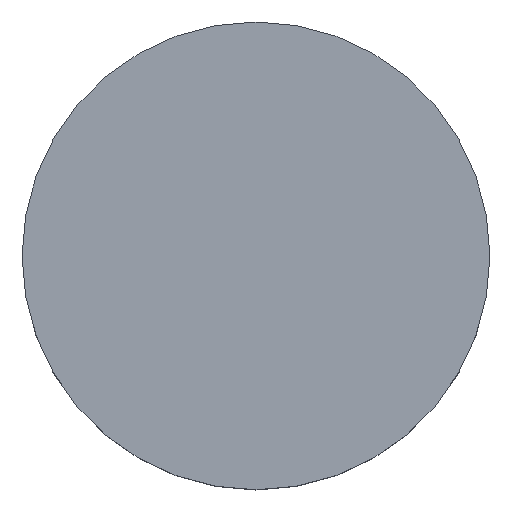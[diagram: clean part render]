
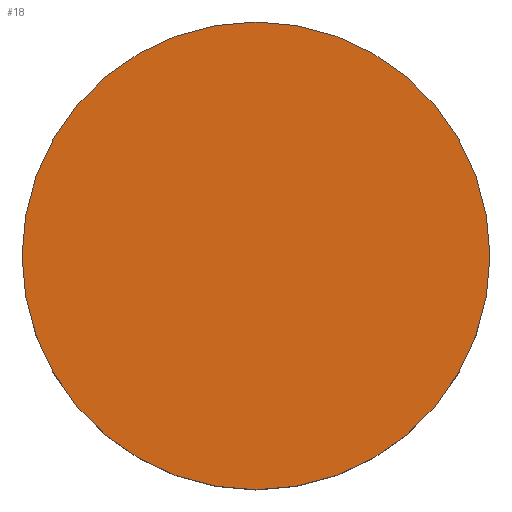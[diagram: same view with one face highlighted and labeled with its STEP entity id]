
A CAD part, top view. The second image highlights one B-rep face of the part: STEP entity #18.
In plain terms, the highlighted planar face has unit normal (0, 0, 1).
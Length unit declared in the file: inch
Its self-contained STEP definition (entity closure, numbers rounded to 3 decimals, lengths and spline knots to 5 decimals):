
#9 = ORIENTED_EDGE ( 'NONE', *, *, #10, .T. ) ;
#10 = EDGE_CURVE ( 'NONE', #100, #103, #17, .T. ) ;
#14 = DIRECTION ( 'NONE',  ( 0., 0., 1. ) ) ;
#15 = CARTESIAN_POINT ( 'NONE',  ( 0., 0., 0. ) ) ;
#16 = AXIS2_PLACEMENT_3D ( 'NONE', #15, #14, #41 ) ;
#17 = CIRCLE ( 'NONE', #16, 0.11811 ) ;
#18 = ADVANCED_FACE ( 'NONE', ( #54 ), #74, .F. ) ;
#19 = ORIENTED_EDGE ( 'NONE', *, *, #102, .T. ) ;
#41 = DIRECTION ( 'NONE',  ( 1., 0., 0. ) ) ;
#54 = FACE_OUTER_BOUND ( 'NONE', #106, .T. ) ;
#72 = CARTESIAN_POINT ( 'NONE',  ( 0., 0., 0. ) ) ;
#73 = AXIS2_PLACEMENT_3D ( 'NONE', #72, #178, #155 ) ;
#74 = PLANE ( 'NONE',  #73 ) ;
#100 = VERTEX_POINT ( 'NONE', #185 ) ;
#102 = EDGE_CURVE ( 'NONE', #103, #100, #184, .T. ) ;
#103 = VERTEX_POINT ( 'NONE', #179 ) ;
#106 = EDGE_LOOP ( 'NONE', ( #19, #9 ) ) ;
#155 = DIRECTION ( 'NONE',  ( -1., 0., 0. ) ) ;
#178 = DIRECTION ( 'NONE',  ( 0., 0., -1. ) ) ;
#179 = CARTESIAN_POINT ( 'NONE',  ( 0.11811, 0., 0. ) ) ;
#180 = DIRECTION ( 'NONE',  ( 1., 0., 0. ) ) ;
#181 = DIRECTION ( 'NONE',  ( 0., 0., 1. ) ) ;
#182 = CARTESIAN_POINT ( 'NONE',  ( 0., 0., 0. ) ) ;
#183 = AXIS2_PLACEMENT_3D ( 'NONE', #182, #181, #180 ) ;
#184 = CIRCLE ( 'NONE', #183, 0.11811 ) ;
#185 = CARTESIAN_POINT ( 'NONE',  ( -0.11811, 0., 0. ) ) ;
